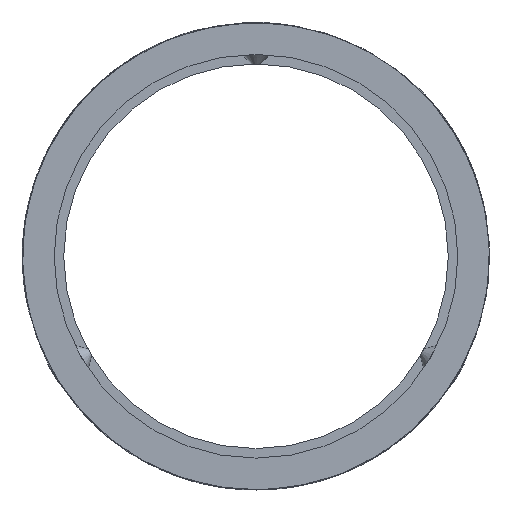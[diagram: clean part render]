
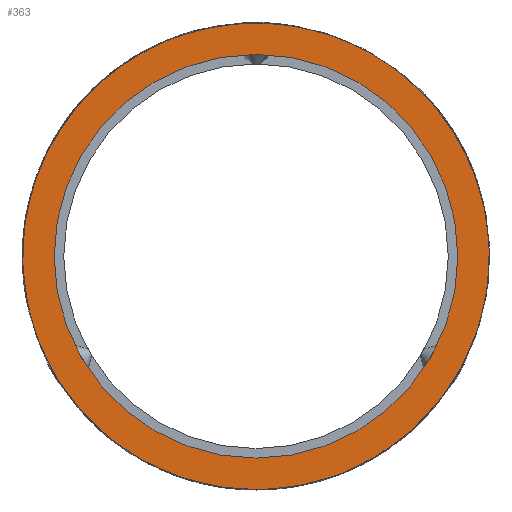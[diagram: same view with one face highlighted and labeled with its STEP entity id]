
A CAD part, left-side view. The second image highlights one B-rep face of the part: STEP entity #363.
In plain terms, the highlighted planar face has unit normal (-1, 0, 0).
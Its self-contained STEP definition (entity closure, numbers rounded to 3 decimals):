
#112=PLANE('',#2989);
#363=ADVANCED_FACE('',(#579,#580),#112,.F.);
#475=CIRCLE('',#2987,19.);
#476=CIRCLE('',#2988,22.);
#579=FACE_BOUND('',#761,.T.);
#580=FACE_BOUND('',#762,.T.);
#761=EDGE_LOOP('',(#1559));
#762=EDGE_LOOP('',(#1560));
#1559=ORIENTED_EDGE('',*,*,#2482,.F.);
#1560=ORIENTED_EDGE('',*,*,#2483,.T.);
#2057=VERTEX_POINT('',#6101);
#2058=VERTEX_POINT('',#6103);
#2482=EDGE_CURVE('',#2057,#2057,#475,.T.);
#2483=EDGE_CURVE('',#2058,#2058,#476,.T.);
#2987=AXIS2_PLACEMENT_3D('',#6100,#3201,#3202);
#2988=AXIS2_PLACEMENT_3D('',#6102,#3203,#3204);
#2989=AXIS2_PLACEMENT_3D('',#6104,#3205,#3206);
#3201=DIRECTION('',(-1.,0.,0.));
#3202=DIRECTION('',(0.,0.,1.));
#3203=DIRECTION('',(-1.,0.,0.));
#3204=DIRECTION('',(0.,0.,1.));
#3205=DIRECTION('',(1.,0.,0.));
#3206=DIRECTION('',(0.,0.,-1.));
#6100=CARTESIAN_POINT('',(-24.02,0.,0.));
#6101=CARTESIAN_POINT('',(-24.02,0.,19.));
#6102=CARTESIAN_POINT('',(-24.02,0.,0.));
#6103=CARTESIAN_POINT('',(-24.02,0.,22.));
#6104=CARTESIAN_POINT('',(-24.02,22.,0.));
